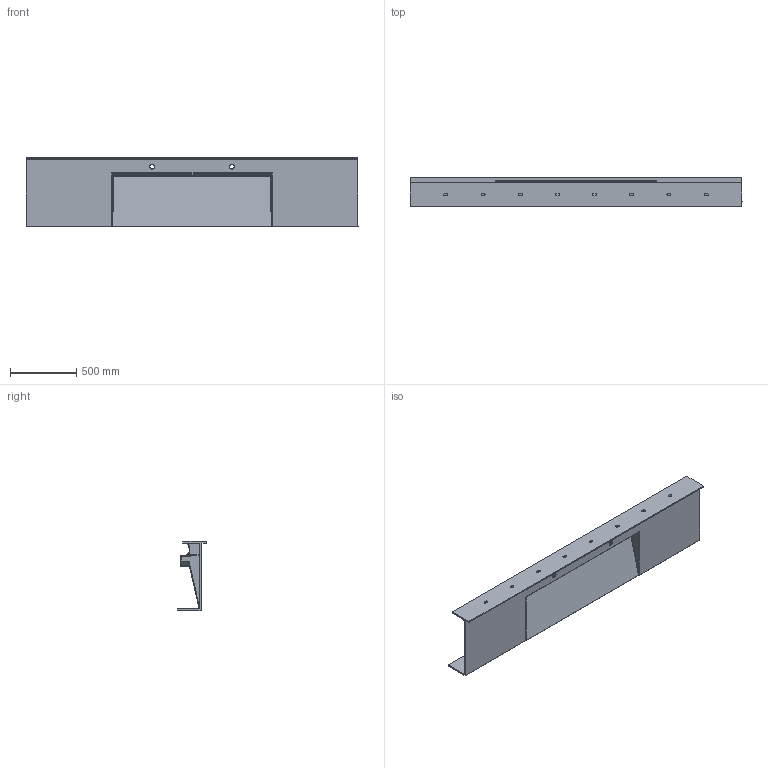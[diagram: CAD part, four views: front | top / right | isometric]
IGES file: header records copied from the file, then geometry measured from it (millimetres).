
Start section: SolidWorks IGES file using analytic representation for surfaces
Global section: file name: TRIGO_1200.IGS; native system: SolidWorks 2020; preprocessor: SolidWorks 2020; author: cedric.miclo; date: 210818.124412; units: millimetre
Bounding box: 2500 x 220 x 520.57 mm (x, y, z)
Surface area: 4886254.4 mm2 (no closed solid volume)
Topology: 0 solids, 0 shells, 298 faces, 3190 edges, 3152 vertices
Faces by surface type: revolution 154, bspline 144
